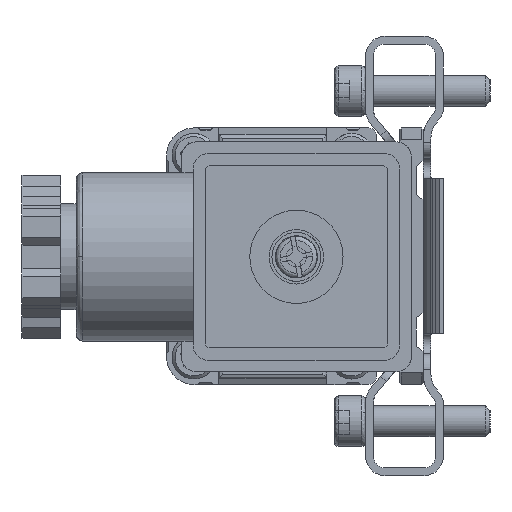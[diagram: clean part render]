
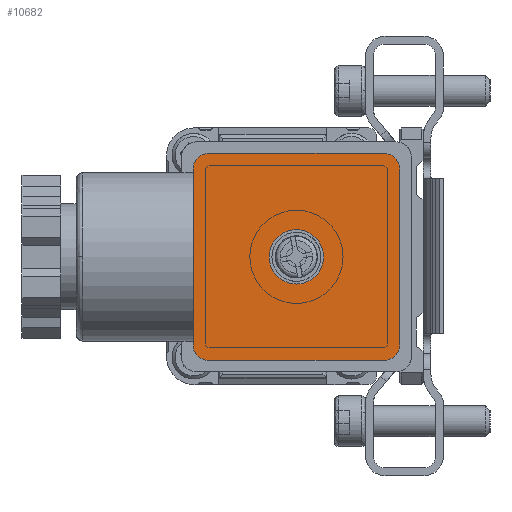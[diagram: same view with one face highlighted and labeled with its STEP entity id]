
A CAD part, left-side view. The second image highlights one B-rep face of the part: STEP entity #10682.
In plain terms, the highlighted planar face has unit normal (-1, 0, 0).
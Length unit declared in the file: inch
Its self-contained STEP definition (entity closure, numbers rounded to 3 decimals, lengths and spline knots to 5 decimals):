
#121 = VERTEX_POINT ( 'NONE', #26094 ) ;
#463 = DIRECTION ( 'NONE',  ( 1., 0., 0. ) ) ;
#798 = ORIENTED_EDGE ( 'NONE', *, *, #12211, .F. ) ;
#1205 = ORIENTED_EDGE ( 'NONE', *, *, #17599, .F. ) ;
#1279 = VECTOR ( 'NONE', #17835, 39.37008 ) ;
#1669 = EDGE_CURVE ( 'NONE', #23974, #19188, #27648, .T. ) ;
#2824 = DIRECTION ( 'NONE',  ( 0., 1., 0. ) ) ;
#3102 = FACE_OUTER_BOUND ( 'NONE', #29675, .T. ) ;
#4102 = DIRECTION ( 'NONE',  ( 0., -1., 0. ) ) ;
#4597 = CIRCLE ( 'NONE', #9543, 0.07874 ) ;
#4848 = LINE ( 'NONE', #24109, #5745 ) ;
#5186 = EDGE_CURVE ( 'NONE', #19188, #29401, #17689, .T. ) ;
#5272 = DIRECTION ( 'NONE',  ( 0., 0., 1. ) ) ;
#5745 = VECTOR ( 'NONE', #2824, 39.37008 ) ;
#5750 = CARTESIAN_POINT ( 'NONE',  ( -1.07087, 0.11811, 0.20156 ) ) ;
#5987 = LINE ( 'NONE', #25540, #22482 ) ;
#6006 = DIRECTION ( 'NONE',  ( 0., -1., 0. ) ) ;
#6787 = ORIENTED_EDGE ( 'NONE', *, *, #1669, .F. ) ;
#7076 = CIRCLE ( 'NONE', #17514, 0.1378 ) ;
#7386 = VERTEX_POINT ( 'NONE', #26742 ) ;
#8039 = DIRECTION ( 'NONE',  ( 0., -1., 0. ) ) ;
#8475 = ORIENTED_EDGE ( 'NONE', *, *, #21845, .F. ) ;
#9543 = AXIS2_PLACEMENT_3D ( 'NONE', #29333, #15792, #8039 ) ;
#9932 = FACE_BOUND ( 'NONE', #27595, .T. ) ;
#10131 = ORIENTED_EDGE ( 'NONE', *, *, #12196, .F. ) ;
#10336 = VECTOR ( 'NONE', #18554, 39.37008 ) ;
#10493 = CIRCLE ( 'NONE', #17949, 0.07874 ) ;
#10673 = DIRECTION ( 'NONE',  ( 0., 0., -1. ) ) ;
#10682 = ADVANCED_FACE ( 'NONE', ( #3102, #9932 ), #21899, .F. ) ;
#11198 = EDGE_CURVE ( 'NONE', #21414, #7386, #25790, .T. ) ;
#11228 = DIRECTION ( 'NONE',  ( 0., 0., 1. ) ) ;
#11393 = AXIS2_PLACEMENT_3D ( 'NONE', #15637, #25115, #6006 ) ;
#12196 = EDGE_CURVE ( 'NONE', #20443, #20443, #7076, .T. ) ;
#12211 = EDGE_CURVE ( 'NONE', #29401, #22231, #4597, .T. ) ;
#12735 = CARTESIAN_POINT ( 'NONE',  ( -1.07087, 0.19685, 1.17007 ) ) ;
#13159 = CARTESIAN_POINT ( 'NONE',  ( -1.07087, 0.64173, 0.64645 ) ) ;
#15000 = EDGE_CURVE ( 'NONE', #15118, #121, #10493, .T. ) ;
#15090 = CARTESIAN_POINT ( 'NONE',  ( -1.07087, 1.08661, 0.20156 ) ) ;
#15118 = VERTEX_POINT ( 'NONE', #22076 ) ;
#15637 = CARTESIAN_POINT ( 'NONE',  ( -1.07087, 1.08661, 1.09133 ) ) ;
#15792 = DIRECTION ( 'NONE',  ( 1., 0., 0. ) ) ;
#16068 = CARTESIAN_POINT ( 'NONE',  ( -1.07087, 1.16535, 1.17007 ) ) ;
#16969 = ORIENTED_EDGE ( 'NONE', *, *, #5186, .F. ) ;
#17236 = AXIS2_PLACEMENT_3D ( 'NONE', #30218, #18716, #4102 ) ;
#17514 = AXIS2_PLACEMENT_3D ( 'NONE', #13159, #29488, #10673 ) ;
#17599 = EDGE_CURVE ( 'NONE', #22231, #15118, #4848, .T. ) ;
#17689 = LINE ( 'NONE', #24818, #1279 ) ;
#17835 = DIRECTION ( 'NONE',  ( 0., 0., -1. ) ) ;
#17880 = DIRECTION ( 'NONE',  ( 0., -1., 0. ) ) ;
#17949 = AXIS2_PLACEMENT_3D ( 'NONE', #15090, #19903, #17880 ) ;
#18253 = LINE ( 'NONE', #16068, #10336 ) ;
#18465 = ORIENTED_EDGE ( 'NONE', *, *, #25471, .F. ) ;
#18554 = DIRECTION ( 'NONE',  ( 0., -1., 0. ) ) ;
#18716 = DIRECTION ( 'NONE',  ( 1., 0., 0. ) ) ;
#19188 = VERTEX_POINT ( 'NONE', #21745 ) ;
#19903 = DIRECTION ( 'NONE',  ( 1., 0., 0. ) ) ;
#20443 = VERTEX_POINT ( 'NONE', #24676 ) ;
#21402 = ORIENTED_EDGE ( 'NONE', *, *, #11198, .F. ) ;
#21414 = VERTEX_POINT ( 'NONE', #24721 ) ;
#21745 = CARTESIAN_POINT ( 'NONE',  ( -1.07087, 0.11811, 1.09133 ) ) ;
#21845 = EDGE_CURVE ( 'NONE', #7386, #23974, #18253, .T. ) ;
#21899 = PLANE ( 'NONE',  #22336 ) ;
#22076 = CARTESIAN_POINT ( 'NONE',  ( -1.07087, 1.08661, 0.12282 ) ) ;
#22231 = VERTEX_POINT ( 'NONE', #29725 ) ;
#22336 = AXIS2_PLACEMENT_3D ( 'NONE', #24073, #463, #5272 ) ;
#22482 = VECTOR ( 'NONE', #11228, 39.37008 ) ;
#23974 = VERTEX_POINT ( 'NONE', #12735 ) ;
#24073 = CARTESIAN_POINT ( 'NONE',  ( -1.07087, 1.16535, 0.12282 ) ) ;
#24109 = CARTESIAN_POINT ( 'NONE',  ( -1.07087, 1.16535, 0.12282 ) ) ;
#24676 = CARTESIAN_POINT ( 'NONE',  ( -1.07087, 0.64173, 0.50865 ) ) ;
#24721 = CARTESIAN_POINT ( 'NONE',  ( -1.07087, 1.16535, 1.09133 ) ) ;
#24747 = ORIENTED_EDGE ( 'NONE', *, *, #15000, .F. ) ;
#24818 = CARTESIAN_POINT ( 'NONE',  ( -1.07087, 0.11811, 0.12282 ) ) ;
#25115 = DIRECTION ( 'NONE',  ( 1., 0., 0. ) ) ;
#25471 = EDGE_CURVE ( 'NONE', #121, #21414, #5987, .T. ) ;
#25540 = CARTESIAN_POINT ( 'NONE',  ( -1.07087, 1.16535, 0.12282 ) ) ;
#25790 = CIRCLE ( 'NONE', #11393, 0.07874 ) ;
#26094 = CARTESIAN_POINT ( 'NONE',  ( -1.07087, 1.16535, 0.20156 ) ) ;
#26742 = CARTESIAN_POINT ( 'NONE',  ( -1.07087, 1.08661, 1.17007 ) ) ;
#27595 = EDGE_LOOP ( 'NONE', ( #10131 ) ) ;
#27648 = CIRCLE ( 'NONE', #17236, 0.07874 ) ;
#29333 = CARTESIAN_POINT ( 'NONE',  ( -1.07087, 0.19685, 0.20156 ) ) ;
#29401 = VERTEX_POINT ( 'NONE', #5750 ) ;
#29488 = DIRECTION ( 'NONE',  ( -1., 0., 0. ) ) ;
#29675 = EDGE_LOOP ( 'NONE', ( #1205, #798, #16969, #6787, #8475, #21402, #18465, #24747 ) ) ;
#29725 = CARTESIAN_POINT ( 'NONE',  ( -1.07087, 0.19685, 0.12282 ) ) ;
#30218 = CARTESIAN_POINT ( 'NONE',  ( -1.07087, 0.19685, 1.09133 ) ) ;
